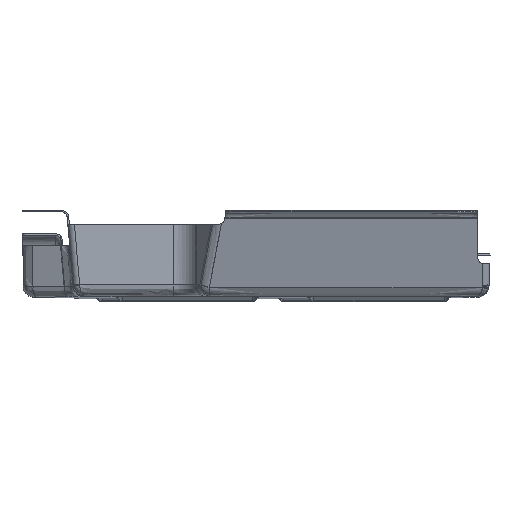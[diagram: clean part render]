
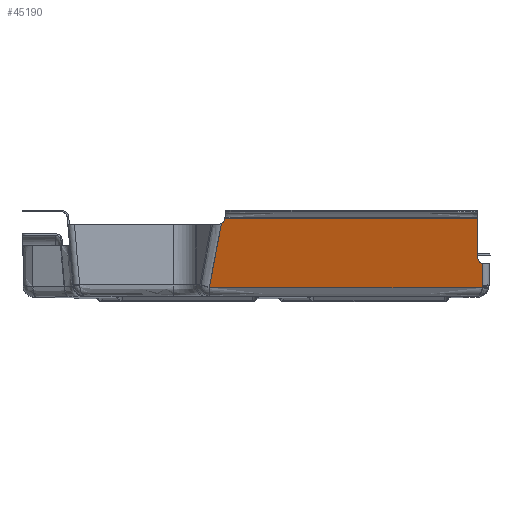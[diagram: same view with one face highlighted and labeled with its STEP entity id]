
A CAD part, left-side view. The second image highlights one B-rep face of the part: STEP entity #45190.
In plain terms, the highlighted free-form (B-spline) face has degree [5, 5] with [6, 6] control points.
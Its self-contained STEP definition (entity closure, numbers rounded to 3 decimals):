
#162=CARTESIAN_POINT('Vertex',(644.845,401.569,0.361)) ;
#166=CARTESIAN_POINT('Control Point',(645.199,401.747,-0.962)) ;
#167=CARTESIAN_POINT('Control Point',(645.13,401.677,-0.705)) ;
#168=CARTESIAN_POINT('Control Point',(645.06,401.623,-0.442)) ;
#169=CARTESIAN_POINT('Control Point',(644.989,401.587,-0.176)) ;
#170=CARTESIAN_POINT('Control Point',(644.917,401.569,0.093)) ;
#171=CARTESIAN_POINT('Control Point',(644.845,401.569,0.361)) ;
#172=CARTESIAN_POINT('Vertex',(645.199,401.747,-0.962)) ;
#19949=CARTESIAN_POINT('Vertex',(645.15,672.221,-0.732)) ;
#44753=CARTESIAN_POINT('Line Origine',(641.795,401.569,11.743)) ;
#44757=CARTESIAN_POINT('Vertex',(638.745,401.568,23.125)) ;
#44806=CARTESIAN_POINT('Control Point',(645.15,672.221,-0.732)) ;
#44807=CARTESIAN_POINT('Control Point',(641.743,669.824,11.982)) ;
#44808=CARTESIAN_POINT('Control Point',(638.336,667.427,24.697)) ;
#44809=CARTESIAN_POINT('Control Point',(634.929,665.031,37.412)) ;
#44810=CARTESIAN_POINT('Control Point',(631.522,662.634,50.127)) ;
#44811=CARTESIAN_POINT('Control Point',(628.115,660.238,62.841)) ;
#44812=CARTESIAN_POINT('Vertex',(628.115,660.238,62.841)) ;
#44886=CARTESIAN_POINT('Control Point',(645.199,401.747,-0.962)) ;
#44887=CARTESIAN_POINT('Control Point',(645.189,455.842,-0.91)) ;
#44888=CARTESIAN_POINT('Control Point',(645.18,509.937,-0.862)) ;
#44889=CARTESIAN_POINT('Control Point',(645.17,564.031,-0.821)) ;
#44890=CARTESIAN_POINT('Control Point',(645.16,618.126,-0.779)) ;
#44891=CARTESIAN_POINT('Control Point',(645.15,672.221,-0.732)) ;
#44906=CARTESIAN_POINT('Control Point',(628.115,660.238,62.841)) ;
#44907=CARTESIAN_POINT('Control Point',(627.945,659.224,63.476)) ;
#44908=CARTESIAN_POINT('Control Point',(627.716,658.309,64.33)) ;
#44909=CARTESIAN_POINT('Control Point',(627.429,657.542,65.402)) ;
#44910=CARTESIAN_POINT('Control Point',(627.09,657.027,66.668)) ;
#44911=CARTESIAN_POINT('Control Point',(626.733,656.81,68.001)) ;
#44912=CARTESIAN_POINT('Vertex',(626.733,656.81,68.001)) ;
#45105=CARTESIAN_POINT('Control Point',(637.413,406.066,28.1)) ;
#45106=CARTESIAN_POINT('Control Point',(637.585,406.066,27.456)) ;
#45107=CARTESIAN_POINT('Control Point',(637.757,405.963,26.813)) ;
#45108=CARTESIAN_POINT('Control Point',(637.921,405.756,26.202)) ;
#45109=CARTESIAN_POINT('Control Point',(638.29,405.036,24.826)) ;
#45110=CARTESIAN_POINT('Control Point',(638.549,403.916,23.857)) ;
#45111=CARTESIAN_POINT('Control Point',(638.658,403.165,23.45)) ;
#45112=CARTESIAN_POINT('Control Point',(638.724,402.373,23.206)) ;
#45113=CARTESIAN_POINT('Control Point',(638.745,401.568,23.125)) ;
#45114=CARTESIAN_POINT('Vertex',(637.413,406.066,28.1)) ;
#45132=CARTESIAN_POINT('Control Point',(626.673,672.222,68.228)) ;
#45133=CARTESIAN_POINT('Control Point',(630.371,672.221,54.427)) ;
#45134=CARTESIAN_POINT('Control Point',(634.069,672.221,40.625)) ;
#45135=CARTESIAN_POINT('Control Point',(637.767,672.221,26.823)) ;
#45136=CARTESIAN_POINT('Control Point',(641.465,672.221,13.021)) ;
#45137=CARTESIAN_POINT('Control Point',(645.163,672.221,-0.781)) ;
#45138=CARTESIAN_POINT('Control Point',(626.682,618.081,68.181)) ;
#45139=CARTESIAN_POINT('Control Point',(630.381,618.08,54.379)) ;
#45140=CARTESIAN_POINT('Control Point',(634.079,618.08,40.578)) ;
#45141=CARTESIAN_POINT('Control Point',(637.777,618.08,26.776)) ;
#45142=CARTESIAN_POINT('Control Point',(641.475,618.08,12.974)) ;
#45143=CARTESIAN_POINT('Control Point',(645.173,618.08,-0.828)) ;
#45144=CARTESIAN_POINT('Control Point',(626.692,563.94,68.139)) ;
#45145=CARTESIAN_POINT('Control Point',(630.39,563.94,54.337)) ;
#45146=CARTESIAN_POINT('Control Point',(634.089,563.94,40.535)) ;
#45147=CARTESIAN_POINT('Control Point',(637.787,563.939,26.733)) ;
#45148=CARTESIAN_POINT('Control Point',(641.485,563.939,12.931)) ;
#45149=CARTESIAN_POINT('Control Point',(645.183,563.939,-0.87)) ;
#45150=CARTESIAN_POINT('Control Point',(626.702,509.799,68.097)) ;
#45151=CARTESIAN_POINT('Control Point',(630.4,509.799,54.295)) ;
#45152=CARTESIAN_POINT('Control Point',(634.099,509.799,40.493)) ;
#45153=CARTESIAN_POINT('Control Point',(637.797,509.799,26.691)) ;
#45154=CARTESIAN_POINT('Control Point',(641.495,509.799,12.89)) ;
#45155=CARTESIAN_POINT('Control Point',(645.193,509.799,-0.912)) ;
#45156=CARTESIAN_POINT('Control Point',(626.712,455.659,68.049)) ;
#45157=CARTESIAN_POINT('Control Point',(630.41,455.659,54.247)) ;
#45158=CARTESIAN_POINT('Control Point',(634.108,455.659,40.445)) ;
#45159=CARTESIAN_POINT('Control Point',(637.807,455.659,26.643)) ;
#45160=CARTESIAN_POINT('Control Point',(641.505,455.658,12.842)) ;
#45161=CARTESIAN_POINT('Control Point',(645.203,455.658,-0.96)) ;
#45162=CARTESIAN_POINT('Control Point',(626.722,401.519,67.997)) ;
#45163=CARTESIAN_POINT('Control Point',(630.42,401.519,54.195)) ;
#45164=CARTESIAN_POINT('Control Point',(634.118,401.519,40.393)) ;
#45165=CARTESIAN_POINT('Control Point',(637.816,401.518,26.591)) ;
#45166=CARTESIAN_POINT('Control Point',(641.515,401.518,12.789)) ;
#45167=CARTESIAN_POINT('Control Point',(645.213,401.518,-1.012)) ;
#45169=CARTESIAN_POINT('Control Point',(637.413,406.066,28.1)) ;
#45170=CARTESIAN_POINT('Control Point',(626.721,406.064,68.001)) ;
#45171=CARTESIAN_POINT('Vertex',(626.721,406.064,68.001)) ;
#45175=CARTESIAN_POINT('Control Point',(626.721,406.064,68.001)) ;
#45176=CARTESIAN_POINT('Control Point',(626.727,489.646,68.001)) ;
#45177=CARTESIAN_POINT('Control Point',(626.729,573.228,68.001)) ;
#45178=CARTESIAN_POINT('Control Point',(626.733,656.81,68.001)) ;
#44754=DIRECTION('Vector Direction',(0.259,0.,-0.966)) ;
#44755=VECTOR('Line Direction',#44754,1.) ;
#45181=ORIENTED_EDGE('',*,*,#174,.T.) ;
#45182=ORIENTED_EDGE('',*,*,#44759,.F.) ;
#45183=ORIENTED_EDGE('',*,*,#45116,.F.) ;
#45184=ORIENTED_EDGE('',*,*,#45173,.T.) ;
#45185=ORIENTED_EDGE('',*,*,#45179,.T.) ;
#45186=ORIENTED_EDGE('',*,*,#44914,.F.) ;
#45187=ORIENTED_EDGE('',*,*,#44814,.F.) ;
#45188=ORIENTED_EDGE('',*,*,#44892,.F.) ;
#45190=ADVANCED_FACE('Final Part',(#45189),#45131,.F.) ;
#165=B_SPLINE_CURVE_WITH_KNOTS('',5,(#166,#167,#168,#169,#170,#171),.UNSPECIFIED.,.F.,.U.,(6,6),(34.221,36.49),.UNSPECIFIED.) ;
#44805=B_SPLINE_CURVE_WITH_KNOTS('',5,(#44806,#44807,#44808,#44809,#44810,#44811),.UNSPECIFIED.,.F.,.U.,(6,6),(36.441,131.813),.UNSPECIFIED.) ;
#44885=B_SPLINE_CURVE_WITH_KNOTS('',5,(#44886,#44887,#44888,#44889,#44890,#44891),.UNSPECIFIED.,.F.,.U.,(6,6),(194.603,663.077),.UNSPECIFIED.) ;
#44905=B_SPLINE_CURVE_WITH_KNOTS('',5,(#44906,#44907,#44908,#44909,#44910,#44911),.UNSPECIFIED.,.F.,.U.,(6,6),(0.,9.937),.UNSPECIFIED.) ;
#45104=B_SPLINE_CURVE_WITH_KNOTS('',5,(#45105,#45106,#45107,#45108,#45109,#45110,#45111,#45112,#45113),.UNSPECIFIED.,.F.,.U.,(6,3,6),(0.,4.708,11.701),.UNSPECIFIED.) ;
#45168=B_SPLINE_CURVE_WITH_KNOTS('',1,(#45169,#45170),.UNSPECIFIED.,.F.,.U.,(2,2),(0.,58.42),.UNSPECIFIED.) ;
#45174=B_SPLINE_CURVE_WITH_KNOTS('',3,(#45175,#45176,#45177,#45178),.UNSPECIFIED.,.F.,.U.,(4,4),(107.891,542.196),.UNSPECIFIED.) ;
#45131=B_SPLINE_SURFACE_WITH_KNOTS('',5,5,((#45132,#45133,#45134,#45135,#45136,#45137),(#45138,#45139,#45140,#45141,#45142,#45143),(#45144,#45145,#45146,#45147,#45148,#45149),(#45150,#45151,#45152,#45153,#45154,#45155),(#45156,#45157,#45158,#45159,#45160,#45161),(#45162,#45163,#45164,#45165,#45166,#45167)),.UNSPECIFIED.,.F.,.F.,.U.,(6,6),(6,6),(81.735,464.567),(-79.027,-7.584),.UNSPECIFIED.) ;
#174=EDGE_CURVE('',#173,#163,#165,.T.) ;
#44759=EDGE_CURVE('',#44758,#163,#44756,.T.) ;
#44814=EDGE_CURVE('',#19950,#44813,#44805,.T.) ;
#44892=EDGE_CURVE('',#173,#19950,#44885,.T.) ;
#44914=EDGE_CURVE('',#44813,#44913,#44905,.T.) ;
#45116=EDGE_CURVE('',#45115,#44758,#45104,.T.) ;
#45173=EDGE_CURVE('',#45115,#45172,#45168,.T.) ;
#45179=EDGE_CURVE('',#45172,#44913,#45174,.T.) ;
#45180=EDGE_LOOP('',(#45181,#45182,#45183,#45184,#45185,#45186,#45187,#45188)) ;
#45189=FACE_OUTER_BOUND('',#45180,.T.) ;
#44756=LINE('Line',#44753,#44755) ;
#163=VERTEX_POINT('',#162) ;
#173=VERTEX_POINT('',#172) ;
#19950=VERTEX_POINT('',#19949) ;
#44758=VERTEX_POINT('',#44757) ;
#44813=VERTEX_POINT('',#44812) ;
#44913=VERTEX_POINT('',#44912) ;
#45115=VERTEX_POINT('',#45114) ;
#45172=VERTEX_POINT('',#45171) ;
